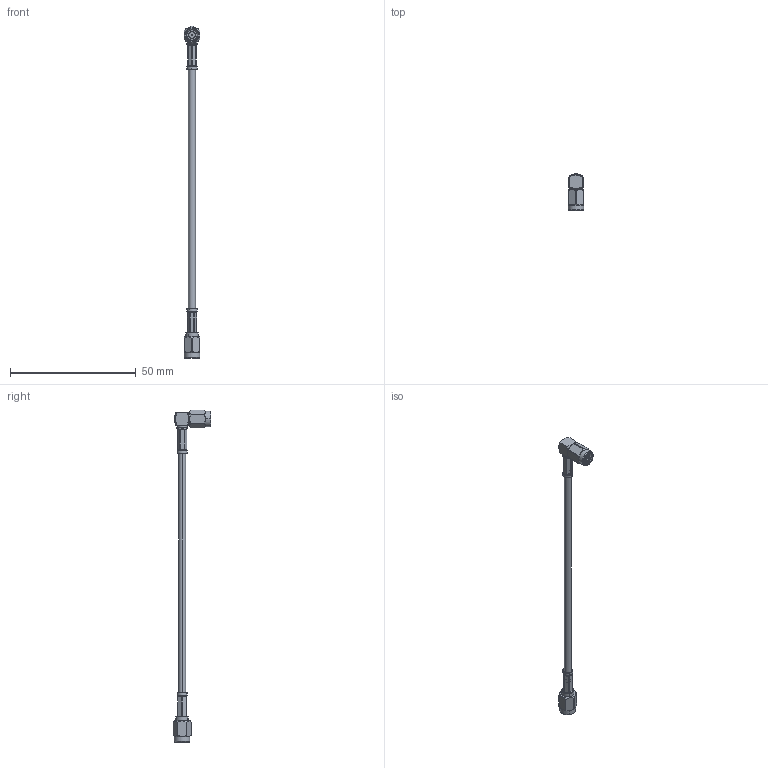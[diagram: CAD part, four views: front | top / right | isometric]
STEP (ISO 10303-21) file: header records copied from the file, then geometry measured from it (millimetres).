
FILE_DESCRIPTION (( 'STEP AP203' ), '1' );
FILE_NAME ('PE36569.step', '2019-04-12T14:11:50', ( '' ), ( '' ), 'SwSTEP 2.0', 'SolidWorks 2018', '' );
FILE_SCHEMA (( 'CONFIG_CONTROL_DESIGN' ));
Length unit declared in the file: inch
Products named in the file (4): PE44378_Crimped; PE44379_Crimped; PE36569; Coax Cable_RG174A-U
Assembly tree (3 placements, depth 2):
  PE36569
    Coax Cable_RG174A-U
    PE44378_Crimped
    PE44379_Crimped
Bounding box: 6.35 x 15.02 x 131.89 mm (x, y, z)
Volume: 1360.9 mm3; surface area: 2292.1 mm2
Topology: 5 solids, 5 shells, 273 faces, 690 edges, 445 vertices
Faces by surface type: cylinder 128, plane 84, cone 47, bspline 14
Entity records: 12879 total; most frequent: CARTESIAN_POINT 6218, ORIENTED_EDGE 1380, DIRECTION 1207, EDGE_CURVE 690, AXIS2_PLACEMENT_3D 486, VERTEX_POINT 445, EDGE_LOOP 295, FACE_OUTER_BOUND 273
